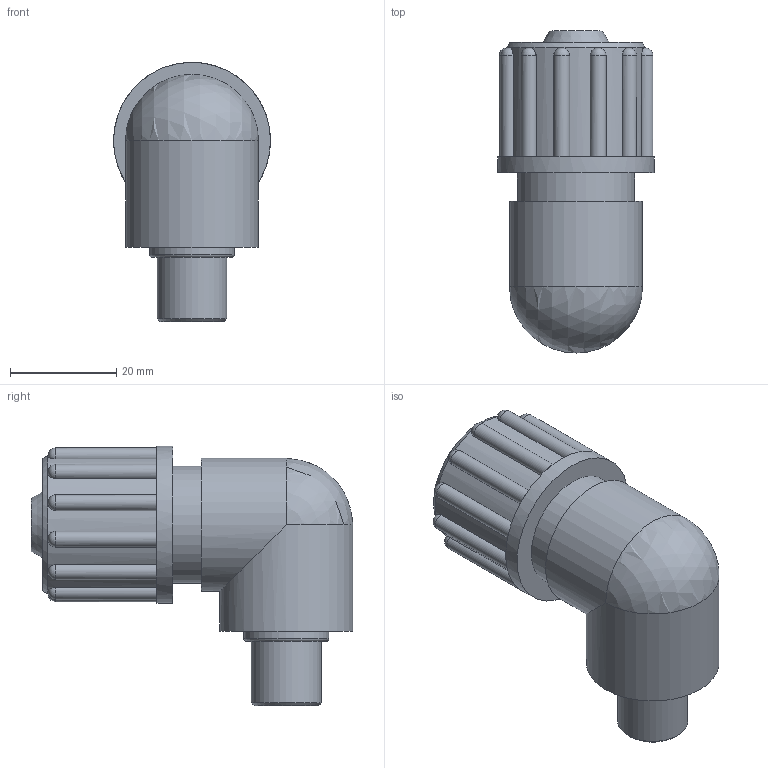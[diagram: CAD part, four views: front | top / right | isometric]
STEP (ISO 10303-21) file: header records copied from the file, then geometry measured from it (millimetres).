
FILE_DESCRIPTION(/* description */ (''),/* implementation_level */ '2;1');
FILE_NAME(/* name */ 'lcx_1410_pp.stp',/* time_stamp */ '2017-05-04T14:11:25+02:00',/* author */ ('leitheußer'),/* organization */ (''),/* preprocessor_version */ 'ST-DEVELOPER v15.6',/* originating_system */ 'Autodesk Inventor LT ',/* authorisation */ '');
FILE_SCHEMA (('AUTOMOTIVE_DESIGN { 1 0 10303 214 3 1 1 }'));
Length unit declared in the file: millimetre
Products named in the file (1): 1B200MG4914xx
Bounding box: 29.49 x 60.5 x 48.74 mm (x, y, z)
Volume: 28571.2 mm3; surface area: 13073.2 mm2
Topology: 2 solids, 2 shells, 66 faces, 190 edges, 117 vertices
Faces by surface type: cylinder 24, plane 20, sphere 13, cone 8, torus 1
Full cylindrical faces by diameter (mm): 7 x1, 10 x1, 12.5 x1, 13.15 x1, 16 x1, 16.2 x1, 20.376 x1, 22 x1, 25 x2, 26 x1, 29.5 x1
Entity records: 2025 total; most frequent: CARTESIAN_POINT 566, DIRECTION 336, ORIENTED_EDGE 252, AXIS2_PLACEMENT_3D 156, EDGE_CURVE 126, EDGE_LOOP 94, CIRCLE 88, VERTEX_POINT 88
